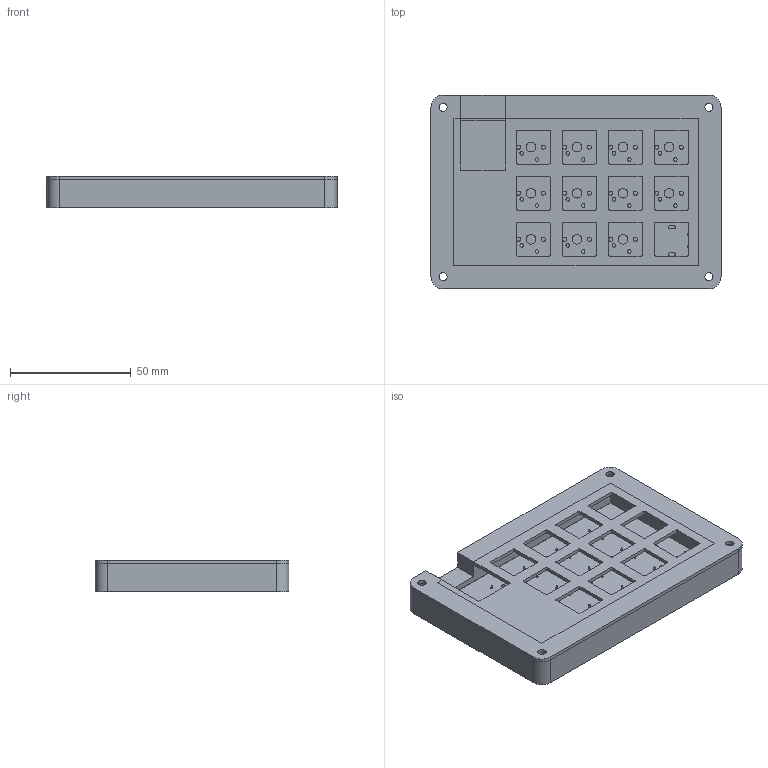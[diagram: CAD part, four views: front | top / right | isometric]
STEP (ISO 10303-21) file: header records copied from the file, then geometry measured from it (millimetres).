
FILE_DESCRIPTION(/* description */ (''),/* implementation_level */ '2;1');
FILE_NAME(/* name */ 'PixelPad.step',/* time_stamp */ '2025-05-29T02:16:15-07:00',/* author */ (''),/* organization */ (''),/* preprocessor_version */ 'ST-DEVELOPER v20.1',/* originating_system */ 'Autodesk Translation Framework v14.10.0.0',/* authorisation */ '');
FILE_SCHEMA (('AUTOMOTIVE_DESIGN { 1 0 10303 214 3 1 1 }'));
Length unit declared in the file: millimetre
Products named in the file (1): 2025-05-28-23-27-43-414
Bounding box: 119.96 x 80.13 x 13.09 mm (x, y, z)
Volume: 80367.2 mm3; surface area: 56297.7 mm2
Topology: 27 solids, 27 shells, 448 faces, 1074 edges, 708 vertices
Faces by surface type: cylinder 242, plane 158, torus 48
Full cylindrical faces by diameter (mm): 0.5 x36, 0.8 x24, 0.889 x14, 1 x5, 1.5 x22, 1.7 x22, 2 x24, 2.02 x12, 3.4 x8, 4 x11, 6 x4
Entity records: 13997 total; most frequent: DIRECTION 2576, CARTESIAN_POINT 2231, ORIENTED_EDGE 2148, EDGE_CURVE 1074, AXIS2_PLACEMENT_3D 1053, EDGE_LOOP 716, VERTEX_POINT 708, CIRCLE 604
